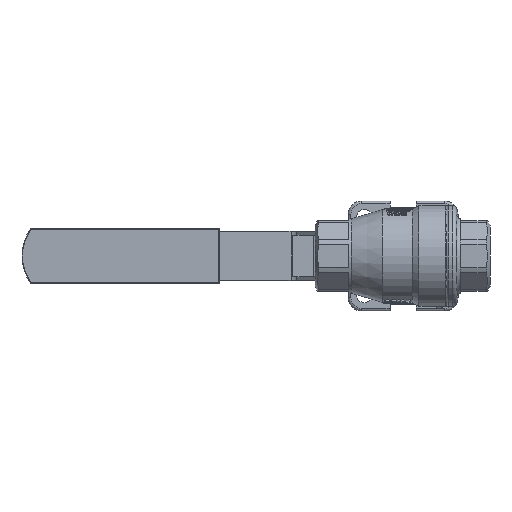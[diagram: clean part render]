
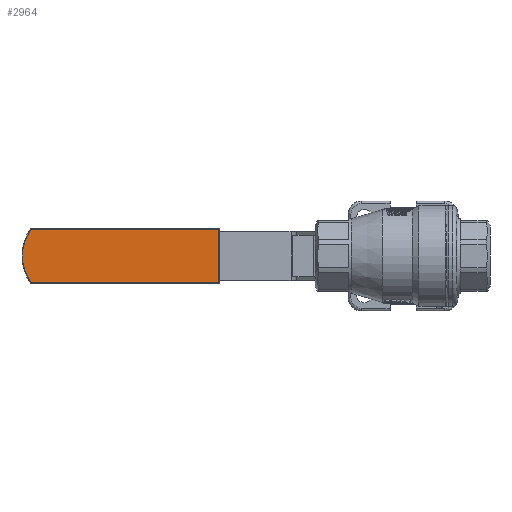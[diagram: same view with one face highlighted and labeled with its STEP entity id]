
A CAD part, front view. The second image highlights one B-rep face of the part: STEP entity #2964.
In plain terms, the highlighted planar face has unit normal (0, -1, 0).
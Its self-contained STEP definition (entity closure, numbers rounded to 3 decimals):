
#2964 = ADVANCED_FACE ( 'NONE', ( #64405 ), #34633, .F. ) ;
#4269 = CARTESIAN_POINT ( 'NONE',  ( -70.644, 19., -10.3 ) ) ;
#4933 = CARTESIAN_POINT ( 'NONE',  ( -145.942, 19., -10.3 ) ) ;
#6088 = LINE ( 'NONE', #4933, #46520 ) ;
#6189 = DIRECTION ( 'NONE',  ( 0., -1., 0. ) ) ;
#6273 = EDGE_CURVE ( 'NONE', #48768, #41314, #7563, .T. ) ;
#7563 = CIRCLE ( 'NONE', #67889, 17.674 ) ;
#7961 = VECTOR ( 'NONE', #15549, 1000. ) ;
#8994 = CARTESIAN_POINT ( 'NONE',  ( -145.942, 19., 10.5 ) ) ;
#10229 = CARTESIAN_POINT ( 'NONE',  ( -70.644, 19., 10.5 ) ) ;
#12007 = ORIENTED_EDGE ( 'NONE', *, *, #61515, .T. ) ;
#14313 = DIRECTION ( 'NONE',  ( -1., 0., 0. ) ) ;
#15549 = DIRECTION ( 'NONE',  ( 0., 0., 1. ) ) ;
#17348 = ORIENTED_EDGE ( 'NONE', *, *, #27523, .T. ) ;
#17908 = CARTESIAN_POINT ( 'NONE',  ( -142.431, 19., -10.3 ) ) ;
#18252 = CARTESIAN_POINT ( 'NONE',  ( -142.431, 19., 10.3 ) ) ;
#20008 = CARTESIAN_POINT ( 'NONE',  ( -128.069, 19., 0. ) ) ;
#20130 = AXIS2_PLACEMENT_3D ( 'NONE', #8994, #45897, #14313 ) ;
#22270 = EDGE_CURVE ( 'NONE', #41314, #63412, #6088, .T. ) ;
#23344 = CIRCLE ( 'NONE', #60865, 17.674 ) ;
#25298 = DIRECTION ( 'NONE',  ( -1., 0., 0. ) ) ;
#27523 = EDGE_CURVE ( 'NONE', #41502, #50599, #60815, .T. ) ;
#31203 = ORIENTED_EDGE ( 'NONE', *, *, #6273, .T. ) ;
#32819 = VECTOR ( 'NONE', #52362, 1000. ) ;
#34633 = PLANE ( 'NONE',  #20130 ) ;
#35898 = EDGE_CURVE ( 'NONE', #50599, #48768, #23344, .T. ) ;
#37799 = CARTESIAN_POINT ( 'NONE',  ( -128.069, 19., 0. ) ) ;
#41314 = VERTEX_POINT ( 'NONE', #17908 ) ;
#41502 = VERTEX_POINT ( 'NONE', #55909 ) ;
#43106 = DIRECTION ( 'NONE',  ( -1., 0., 0. ) ) ;
#45897 = DIRECTION ( 'NONE',  ( 0., 1., 0. ) ) ;
#46520 = VECTOR ( 'NONE', #68108, 1000. ) ;
#48768 = VERTEX_POINT ( 'NONE', #49286 ) ;
#49286 = CARTESIAN_POINT ( 'NONE',  ( -145.742, 19., 0. ) ) ;
#50066 = LINE ( 'NONE', #10229, #7961 ) ;
#50599 = VERTEX_POINT ( 'NONE', #18252 ) ;
#52362 = DIRECTION ( 'NONE',  ( -1., 0., 0. ) ) ;
#54213 = ORIENTED_EDGE ( 'NONE', *, *, #35898, .T. ) ;
#55909 = CARTESIAN_POINT ( 'NONE',  ( -70.644, 19., 10.3 ) ) ;
#56897 = DIRECTION ( 'NONE',  ( 0., -1., 0. ) ) ;
#60815 = LINE ( 'NONE', #68264, #32819 ) ;
#60865 = AXIS2_PLACEMENT_3D ( 'NONE', #20008, #56897, #25298 ) ;
#61515 = EDGE_CURVE ( 'NONE', #63412, #41502, #50066, .T. ) ;
#63412 = VERTEX_POINT ( 'NONE', #4269 ) ;
#64405 = FACE_OUTER_BOUND ( 'NONE', #68315, .T. ) ;
#64536 = ORIENTED_EDGE ( 'NONE', *, *, #22270, .T. ) ;
#67889 = AXIS2_PLACEMENT_3D ( 'NONE', #37799, #6189, #43106 ) ;
#68108 = DIRECTION ( 'NONE',  ( 1., 0., 0. ) ) ;
#68264 = CARTESIAN_POINT ( 'NONE',  ( -142.533, 19., 10.3 ) ) ;
#68315 = EDGE_LOOP ( 'NONE', ( #64536, #12007, #17348, #54213, #31203 ) ) ;
